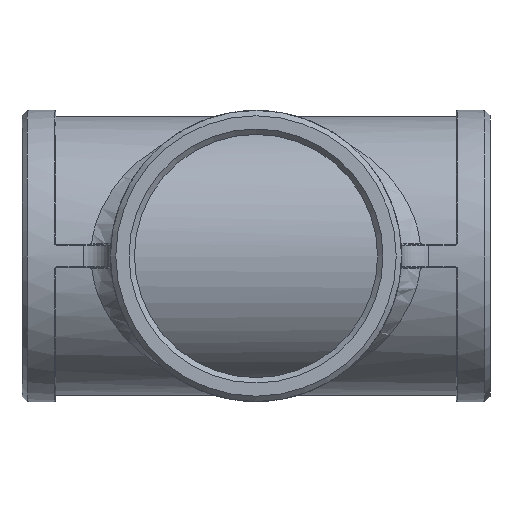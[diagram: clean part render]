
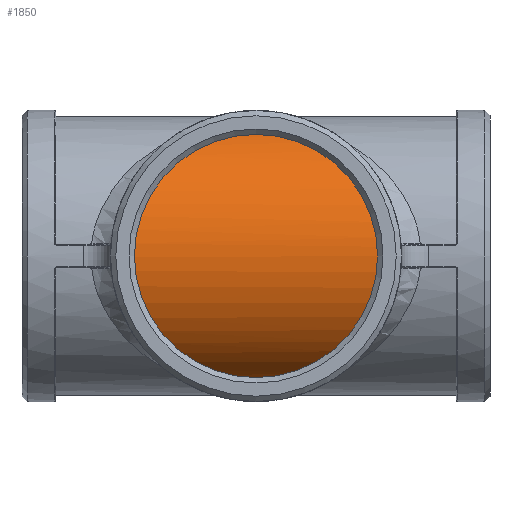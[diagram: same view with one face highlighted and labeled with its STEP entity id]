
A CAD part, front view. The second image highlights one B-rep face of the part: STEP entity #1850.
In plain terms, the highlighted cylindrical face has radius 41.5 mm (diameter 83 mm), a partial arc.
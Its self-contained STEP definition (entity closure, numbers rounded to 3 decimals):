
#413=FACE_OUTER_BOUND('',#548,.T.);
#548=EDGE_LOOP('',(#1234));
#708=B_SPLINE_CURVE_WITH_KNOTS('',3,(#2913,#2914,#2915,#2916,#2917,#2918,
#2919,#2920,#2921,#2922,#2923,#2924,#2925,#2926,#2927,#2928,#2929,#2930,
#2931,#2932,#2933,#2934,#2935,#2936,#2937,#2938,#2939,#2940,#2941,#2942,
#2943,#2944,#2945,#2946,#2947,#2948,#2949,#2950,#2951,#2952,#2953,#2954,
#2955,#2956,#2957,#2958,#2959,#2960,#2961,#2962,#2963,#2964,#2965,#2966,
#2967,#2968,#2969,#2970,#2971,#2972,#2973,#2974,#2975,#2976,#2977,#2978),
 .UNSPECIFIED.,.T.,.F.,(4,2,2,2,2,2,2,2,2,2,2,2,2,2,2,2,2,2,2,2,2,2,2,2,
2,2,2,2,2,2,2,2,4),(0.,0.844,1.687,2.531,
3.374,4.146,4.919,5.691,6.463,
7.236,8.008,8.78,9.553,10.396,
11.24,12.083,12.927,13.77,14.614,
15.457,16.301,17.073,17.846,18.618,
19.39,20.163,20.935,21.707,22.479,
23.323,24.167,25.01,25.854),
 .UNSPECIFIED.);
#774=VERTEX_POINT('',#2912);
#949=EDGE_CURVE('',#774,#774,#708,.T.);
#1234=ORIENTED_EDGE('',*,*,#949,.F.);
#1804=CYLINDRICAL_SURFACE('',#1987,41.5);
#1850=ADVANCED_FACE('',(#413),#1804,.T.);
#1987=AXIS2_PLACEMENT_3D('',#2911,#2248,#2249);
#2248=DIRECTION('center_axis',(1.,0.,0.));
#2249=DIRECTION('ref_axis',(0.,-1.,0.));
#2911=CARTESIAN_POINT('Origin',(0.,0.,0.));
#2912=CARTESIAN_POINT('',(0.,-16.566,38.05));
#2913=CARTESIAN_POINT('Ctrl Pts',(0.,-16.566,
38.05));
#2914=CARTESIAN_POINT('Ctrl Pts',(2.812,-16.566,38.05));
#2915=CARTESIAN_POINT('Ctrl Pts',(5.383,-17.278,37.751));
#2916=CARTESIAN_POINT('Ctrl Pts',(10.287,-19.374,36.719));
#2917=CARTESIAN_POINT('Ctrl Pts',(12.619,-20.758,35.98));
#2918=CARTESIAN_POINT('Ctrl Pts',(17.117,-23.762,34.07));
#2919=CARTESIAN_POINT('Ctrl Pts',(19.271,-25.383,32.9));
#2920=CARTESIAN_POINT('Ctrl Pts',(23.314,-28.574,30.169));
#2921=CARTESIAN_POINT('Ctrl Pts',(25.202,-30.146,28.609));
#2922=CARTESIAN_POINT('Ctrl Pts',(28.465,-32.925,25.346));
#2923=CARTESIAN_POINT('Ctrl Pts',(29.976,-34.243,23.56));
#2924=CARTESIAN_POINT('Ctrl Pts',(32.709,-36.66,19.589));
#2925=CARTESIAN_POINT('Ctrl Pts',(33.932,-37.757,17.403));
#2926=CARTESIAN_POINT('Ctrl Pts',(35.941,-39.573,12.747));
#2927=CARTESIAN_POINT('Ctrl Pts',(36.73,-40.293,10.269));
#2928=CARTESIAN_POINT('Ctrl Pts',(37.785,-41.256,5.183));
#2929=CARTESIAN_POINT('Ctrl Pts',(38.05,-41.5,2.574));
#2930=CARTESIAN_POINT('Ctrl Pts',(38.05,-41.5,-2.574));
#2931=CARTESIAN_POINT('Ctrl Pts',(37.785,-41.256,-5.183));
#2932=CARTESIAN_POINT('Ctrl Pts',(36.73,-40.293,-10.269));
#2933=CARTESIAN_POINT('Ctrl Pts',(35.941,-39.573,-12.747));
#2934=CARTESIAN_POINT('Ctrl Pts',(33.932,-37.757,-17.403));
#2935=CARTESIAN_POINT('Ctrl Pts',(32.709,-36.66,-19.589));
#2936=CARTESIAN_POINT('Ctrl Pts',(29.976,-34.243,-23.56));
#2937=CARTESIAN_POINT('Ctrl Pts',(28.465,-32.925,-25.346));
#2938=CARTESIAN_POINT('Ctrl Pts',(25.202,-30.146,-28.609));
#2939=CARTESIAN_POINT('Ctrl Pts',(23.314,-28.574,-30.169));
#2940=CARTESIAN_POINT('Ctrl Pts',(19.271,-25.383,-32.9));
#2941=CARTESIAN_POINT('Ctrl Pts',(17.117,-23.762,-34.07));
#2942=CARTESIAN_POINT('Ctrl Pts',(12.619,-20.758,-35.98));
#2943=CARTESIAN_POINT('Ctrl Pts',(10.287,-19.374,-36.719));
#2944=CARTESIAN_POINT('Ctrl Pts',(5.383,-17.278,-37.751));
#2945=CARTESIAN_POINT('Ctrl Pts',(2.812,-16.566,-38.05));
#2946=CARTESIAN_POINT('Ctrl Pts',(-2.812,-16.566,-38.05));
#2947=CARTESIAN_POINT('Ctrl Pts',(-5.383,-17.278,-37.751));
#2948=CARTESIAN_POINT('Ctrl Pts',(-10.287,-19.374,-36.719));
#2949=CARTESIAN_POINT('Ctrl Pts',(-12.619,-20.758,-35.98));
#2950=CARTESIAN_POINT('Ctrl Pts',(-17.117,-23.762,-34.07));
#2951=CARTESIAN_POINT('Ctrl Pts',(-19.271,-25.383,-32.9));
#2952=CARTESIAN_POINT('Ctrl Pts',(-23.314,-28.574,-30.169));
#2953=CARTESIAN_POINT('Ctrl Pts',(-25.202,-30.146,-28.609));
#2954=CARTESIAN_POINT('Ctrl Pts',(-28.465,-32.925,-25.346));
#2955=CARTESIAN_POINT('Ctrl Pts',(-29.976,-34.243,-23.56));
#2956=CARTESIAN_POINT('Ctrl Pts',(-32.709,-36.66,-19.589));
#2957=CARTESIAN_POINT('Ctrl Pts',(-33.932,-37.757,-17.403));
#2958=CARTESIAN_POINT('Ctrl Pts',(-35.941,-39.573,-12.747));
#2959=CARTESIAN_POINT('Ctrl Pts',(-36.73,-40.293,-10.269));
#2960=CARTESIAN_POINT('Ctrl Pts',(-37.785,-41.256,-5.183));
#2961=CARTESIAN_POINT('Ctrl Pts',(-38.05,-41.5,-2.574));
#2962=CARTESIAN_POINT('Ctrl Pts',(-38.05,-41.5,2.574));
#2963=CARTESIAN_POINT('Ctrl Pts',(-37.785,-41.256,5.183));
#2964=CARTESIAN_POINT('Ctrl Pts',(-36.73,-40.293,10.269));
#2965=CARTESIAN_POINT('Ctrl Pts',(-35.941,-39.573,12.747));
#2966=CARTESIAN_POINT('Ctrl Pts',(-33.932,-37.757,17.403));
#2967=CARTESIAN_POINT('Ctrl Pts',(-32.709,-36.66,19.589));
#2968=CARTESIAN_POINT('Ctrl Pts',(-29.976,-34.243,23.56));
#2969=CARTESIAN_POINT('Ctrl Pts',(-28.465,-32.925,25.346));
#2970=CARTESIAN_POINT('Ctrl Pts',(-25.202,-30.146,28.609));
#2971=CARTESIAN_POINT('Ctrl Pts',(-23.314,-28.574,30.169));
#2972=CARTESIAN_POINT('Ctrl Pts',(-19.271,-25.383,32.9));
#2973=CARTESIAN_POINT('Ctrl Pts',(-17.117,-23.762,34.07));
#2974=CARTESIAN_POINT('Ctrl Pts',(-12.619,-20.758,35.98));
#2975=CARTESIAN_POINT('Ctrl Pts',(-10.287,-19.374,36.719));
#2976=CARTESIAN_POINT('Ctrl Pts',(-5.383,-17.278,37.751));
#2977=CARTESIAN_POINT('Ctrl Pts',(-2.812,-16.566,38.05));
#2978=CARTESIAN_POINT('Ctrl Pts',(0.,-16.566,
38.05));
